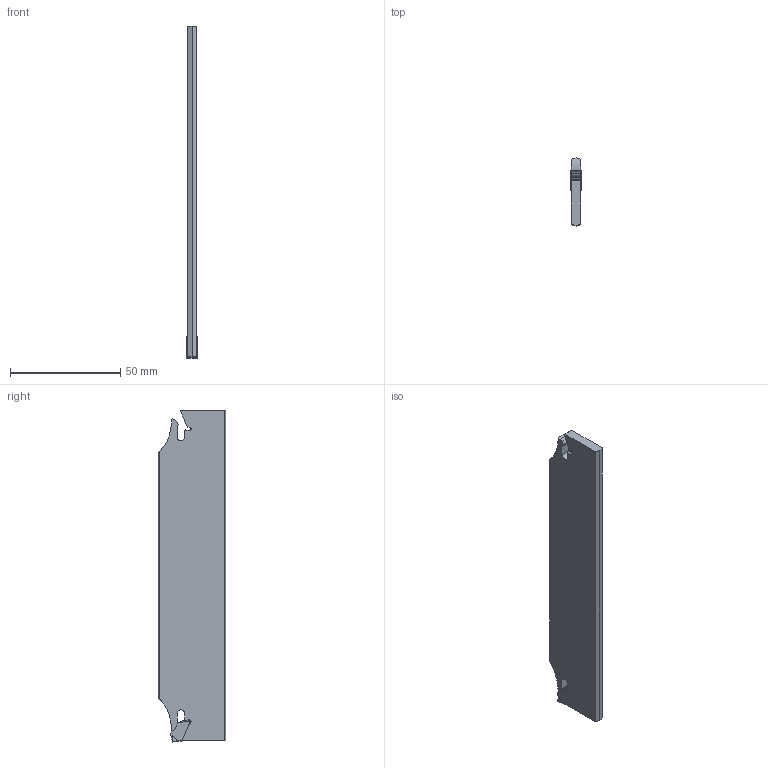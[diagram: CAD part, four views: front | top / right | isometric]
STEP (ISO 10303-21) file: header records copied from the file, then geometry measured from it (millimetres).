
FILE_DESCRIPTION(/* description */ (''),/* implementation_level */ '2;1');
FILE_NAME(/* name */ '150.10A-25-5LJET.stp',/* time_stamp */ '2018-03-29T15:45:38+05:00',/* author */ (''),/* organization */ (''),/* preprocessor_version */ 'ST-DEVELOPER v16',/* originating_system */ 'SIEMENS PLM Software NX 11.0',/* authorisation */ '');
FILE_SCHEMA (('AUTOMOTIVE_DESIGN { 1 0 10303 214 3 1 1 1 }'));
Length unit declared in the file: millimetre
Products named in the file (1): 150.10A-25-5LJET
Bounding box: 5.11 x 30.72 x 150.6 mm (x, y, z)
Volume: 18805.7 mm3; surface area: 10331.1 mm2
Topology: 2 solids, 2 shells, 68 faces, 190 edges, 126 vertices
Faces by surface type: plane 49, cylinder 19
Entity records: 2255 total; most frequent: CARTESIAN_POINT 388, DIRECTION 384, ORIENTED_EDGE 380, EDGE_CURVE 190, LINE 140, VECTOR 140, VERTEX_POINT 126, AXIS2_PLACEMENT_3D 122
